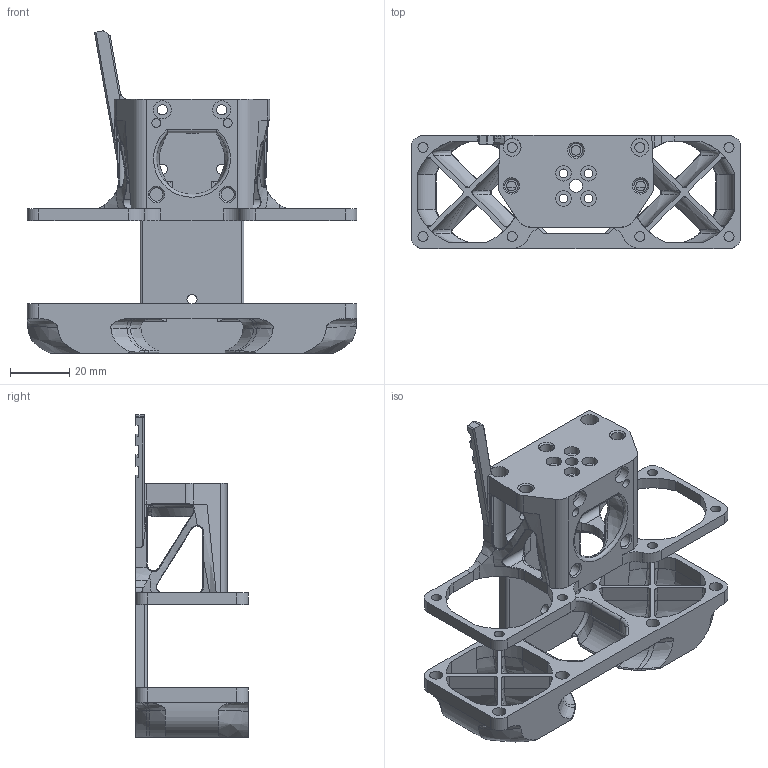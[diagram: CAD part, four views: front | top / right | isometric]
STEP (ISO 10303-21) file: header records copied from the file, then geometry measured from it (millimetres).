
FILE_DESCRIPTION(/* description */ ('STEP AP242','CAx-IF Rec.Pracs.---Representation and Presentation of Product Manufacturing Information (PMI)---4.0---2014-10-13','CAx-IF Rec.Pracs.---3D Tessellated Geometry---0.4---2014-09-14','2;1'),/* implementation_level */ '2;1');
FILE_NAME(/* name */ '686c976231e9113389f7d5ee',/* time_stamp */ '2025-07-08T03:58:28Z',/* author */ (''),/* organization */ (''),/* preprocessor_version */ 'ST-DEVELOPER v20',/* originating_system */ 'ONSHAPE BY PTC INC, 1.200',/* authorisation */ ' ');
FILE_SCHEMA (('AP242_MANAGED_MODEL_BASED_3D_ENGINEERING_MIM_LF { 1 0 10303 442 1 1 4 }'));
Length unit declared in the file: metre
Products named in the file (1): Part 1
Bounding box: 111 x 38 x 108.44 mm (x, y, z)
Volume: 51205.4 mm3; surface area: 38175.1 mm2
Topology: 1 solids, 1 shells, 594 faces, 1573 edges, 988 vertices
Faces by surface type: bspline 215, cylinder 208, plane 135, torus 27, cone 6, sphere 3
Full cylindrical faces by diameter (mm): 2.9 x4, 3 x2, 3.3 x3, 3.4 x13, 4.3 x1, 4.5 x15, 5.2 x4, 6 x4, 15.75 x1
Entity records: 23083 total; most frequent: CARTESIAN_POINT 10016, ORIENTED_EDGE 3016, DIRECTION 2201, EDGE_CURVE 1508, VERTEX_POINT 981, AXIS2_PLACEMENT_3D 849, EDGE_LOOP 731, FACE_BOUND 731
